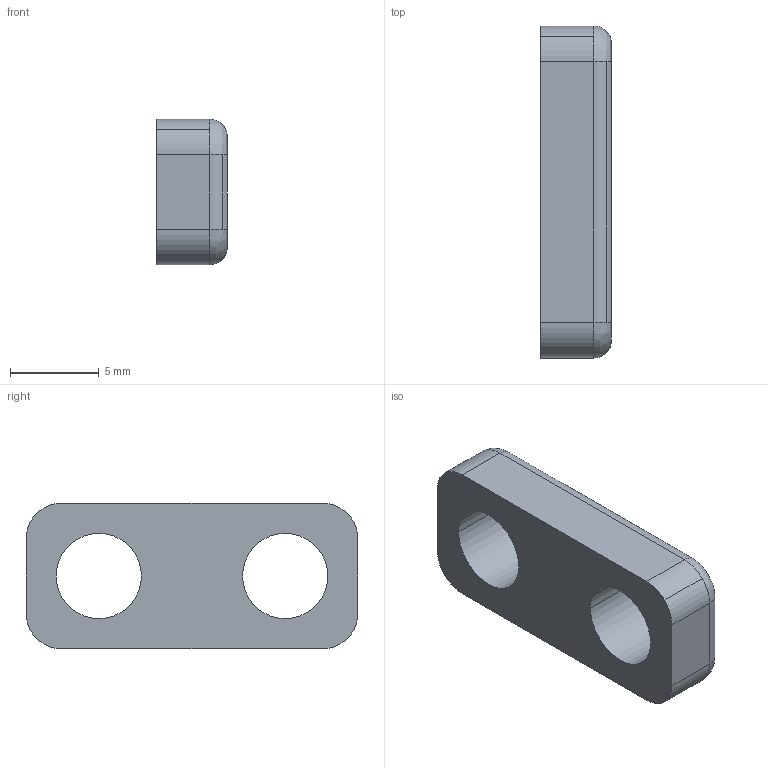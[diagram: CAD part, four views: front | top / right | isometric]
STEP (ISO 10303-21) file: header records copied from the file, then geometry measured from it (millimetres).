
FILE_DESCRIPTION (( 'STEP AP214' ), '1' );
FILE_NAME ('Part52.stp^probe_bracket.stp_MGN12_X_Carriage_CW2.stp_Stealthburner_CW2_Assembly with microprobe.STEP', '2023-07-03T06:22:17', ( '' ), ( '' ), 'SwSTEP 2.0', 'SolidWorks 2022', '' );
FILE_SCHEMA (( 'AUTOMOTIVE_DESIGN' ));
Length unit declared in the file: millimetre
Products named in the file (1): Part52.stp^probe_bracket.stp_MGN12_X_Carriage_CW2.stp_Stealthburner_CW2_Assembly with microprobe
Bounding box: 4 x 18.7 x 8.2 mm (x, y, z)
Volume: 444.4 mm3; surface area: 527.5 mm2
Topology: 1 solids, 1 shells, 30 faces, 76 edges, 48 vertices
Faces by surface type: cylinder 20, plane 6, bspline 4
Entity records: 978 total; most frequent: CARTESIAN_POINT 187, DIRECTION 174, ORIENTED_EDGE 152, EDGE_CURVE 76, AXIS2_PLACEMENT_3D 71, VERTEX_POINT 48, CIRCLE 44, EDGE_LOOP 34
